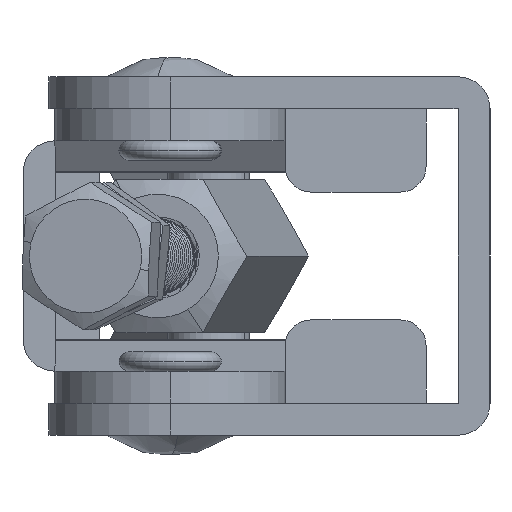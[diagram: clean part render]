
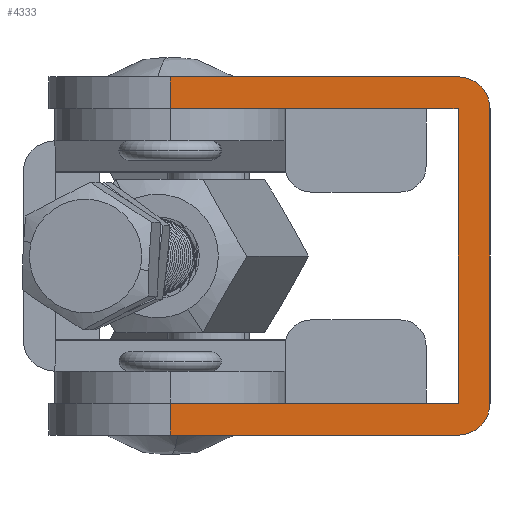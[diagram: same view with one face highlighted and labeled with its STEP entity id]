
A CAD part, left-side view. The second image highlights one B-rep face of the part: STEP entity #4333.
In plain terms, the highlighted planar face has unit normal (-1, 0, 0).
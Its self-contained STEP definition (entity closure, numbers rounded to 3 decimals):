
#666 = VERTEX_POINT ( 'NONE', #8959 ) ;
#668 = EDGE_CURVE ( 'NONE', #669, #666, #8958, .T. ) ;
#669 = VERTEX_POINT ( 'NONE', #8954 ) ;
#1103 = VERTEX_POINT ( 'NONE', #10589 ) ;
#1105 = EDGE_CURVE ( 'NONE', #1103, #1106, #10588, .T. ) ;
#1106 = VERTEX_POINT ( 'NONE', #10584 ) ;
#4213 = VERTEX_POINT ( 'NONE', #23263 ) ;
#4254 = EDGE_LOOP ( 'NONE', ( #4309, #4310, #4313, #4316, #4318, #4319, #4320, #4296, #4299, #4301 ) ) ;
#4270 = EDGE_CURVE ( 'NONE', #1103, #4213, #23351, .T. ) ;
#4295 = VERTEX_POINT ( 'NONE', #23374 ) ;
#4296 = ORIENTED_EDGE ( 'NONE', *, *, #4297, .F. ) ;
#4297 = EDGE_CURVE ( 'NONE', #4298, #4295, #23373, .T. ) ;
#4298 = VERTEX_POINT ( 'NONE', #23434 ) ;
#4299 = ORIENTED_EDGE ( 'NONE', *, *, #4300, .F. ) ;
#4300 = EDGE_CURVE ( 'NONE', #4328, #4298, #23433, .T. ) ;
#4301 = ORIENTED_EDGE ( 'NONE', *, *, #4327, .T. ) ;
#4309 = ORIENTED_EDGE ( 'NONE', *, *, #668, .T. ) ;
#4310 = ORIENTED_EDGE ( 'NONE', *, *, #4311, .T. ) ;
#4311 = EDGE_CURVE ( 'NONE', #666, #4312, #23416, .T. ) ;
#4312 = VERTEX_POINT ( 'NONE', #23411 ) ;
#4313 = ORIENTED_EDGE ( 'NONE', *, *, #4314, .F. ) ;
#4314 = EDGE_CURVE ( 'NONE', #4315, #4312, #23410, .T. ) ;
#4315 = VERTEX_POINT ( 'NONE', #23405 ) ;
#4316 = ORIENTED_EDGE ( 'NONE', *, *, #4317, .T. ) ;
#4317 = EDGE_CURVE ( 'NONE', #4315, #1106, #23406, .T. ) ;
#4318 = ORIENTED_EDGE ( 'NONE', *, *, #1105, .F. ) ;
#4319 = ORIENTED_EDGE ( 'NONE', *, *, #4270, .T. ) ;
#4320 = ORIENTED_EDGE ( 'NONE', *, *, #4321, .F. ) ;
#4321 = EDGE_CURVE ( 'NONE', #4295, #4213, #23463, .T. ) ;
#4327 = EDGE_CURVE ( 'NONE', #4328, #669, #23453, .T. ) ;
#4328 = VERTEX_POINT ( 'NONE', #23449 ) ;
#4333 = ADVANCED_FACE ( 'NONE', ( #23443 ), #23442, .F. ) ;
#8954 = CARTESIAN_POINT ( 'NONE',  ( -35., 25., 0. ) ) ;
#8955 = DIRECTION ( 'NONE',  ( 0., -1., 0. ) ) ;
#8956 = VECTOR ( 'NONE', #8955, 1000. ) ;
#8957 = CARTESIAN_POINT ( 'NONE',  ( -35., 0., 0. ) ) ;
#8958 = LINE ( 'NONE', #8957, #8956 ) ;
#8959 = CARTESIAN_POINT ( 'NONE',  ( -35., 2.5, 0. ) ) ;
#10584 = CARTESIAN_POINT ( 'NONE',  ( -35., 2.5, 28. ) ) ;
#10585 = DIRECTION ( 'NONE',  ( 0., -1., 0. ) ) ;
#10586 = VECTOR ( 'NONE', #10585, 1000. ) ;
#10587 = CARTESIAN_POINT ( 'NONE',  ( -35., 0., 28. ) ) ;
#10588 = LINE ( 'NONE', #10587, #10586 ) ;
#10589 = CARTESIAN_POINT ( 'NONE',  ( -35., 25., 28. ) ) ;
#23263 = CARTESIAN_POINT ( 'NONE',  ( -35., 25., 25.5 ) ) ;
#23348 = DIRECTION ( 'NONE',  ( 0., 0., -1. ) ) ;
#23349 = VECTOR ( 'NONE', #23348, 1000. ) ;
#23350 = CARTESIAN_POINT ( 'NONE',  ( -35., 25., 28. ) ) ;
#23351 = LINE ( 'NONE', #23350, #23349 ) ;
#23372 = CARTESIAN_POINT ( 'NONE',  ( -35., 2.5, 2.5 ) ) ;
#23373 = LINE ( 'NONE', #23372, #23436 ) ;
#23374 = CARTESIAN_POINT ( 'NONE',  ( -35., 2.5, 25.5 ) ) ;
#23405 = CARTESIAN_POINT ( 'NONE',  ( -35., 0., 25.5 ) ) ;
#23406 = CIRCLE ( 'NONE', #23467, 2.5 ) ;
#23407 = DIRECTION ( 'NONE',  ( 0., 0., -1. ) ) ;
#23408 = VECTOR ( 'NONE', #23407, 1000. ) ;
#23409 = CARTESIAN_POINT ( 'NONE',  ( -35., 0., 28. ) ) ;
#23410 = LINE ( 'NONE', #23409, #23408 ) ;
#23411 = CARTESIAN_POINT ( 'NONE',  ( -35., 0., 2.5 ) ) ;
#23412 = DIRECTION ( 'NONE',  ( 0., 0., -1. ) ) ;
#23413 = DIRECTION ( 'NONE',  ( -1., 0., 0. ) ) ;
#23414 = CARTESIAN_POINT ( 'NONE',  ( -35., 2.5, 2.5 ) ) ;
#23415 = AXIS2_PLACEMENT_3D ( 'NONE', #23414, #23413, #23412 ) ;
#23416 = CIRCLE ( 'NONE', #23415, 2.5 ) ;
#23430 = DIRECTION ( 'NONE',  ( 0., -1., 0. ) ) ;
#23431 = VECTOR ( 'NONE', #23430, 1000. ) ;
#23432 = CARTESIAN_POINT ( 'NONE',  ( -35., 2.5, 2.5 ) ) ;
#23433 = LINE ( 'NONE', #23432, #23431 ) ;
#23434 = CARTESIAN_POINT ( 'NONE',  ( -35., 2.5, 2.5 ) ) ;
#23435 = DIRECTION ( 'NONE',  ( 0., 0., 1. ) ) ;
#23436 = VECTOR ( 'NONE', #23435, 1000. ) ;
#23438 = DIRECTION ( 'NONE',  ( 0., 0., -1. ) ) ;
#23439 = DIRECTION ( 'NONE',  ( 1., 0., 0. ) ) ;
#23440 = AXIS2_PLACEMENT_3D ( 'NONE', #23441, #23439, #23438 ) ;
#23441 = CARTESIAN_POINT ( 'NONE',  ( -35., 0., 28. ) ) ;
#23442 = PLANE ( 'NONE',  #23440 ) ;
#23443 = FACE_OUTER_BOUND ( 'NONE', #4254, .T. ) ;
#23449 = CARTESIAN_POINT ( 'NONE',  ( -35., 25., 2.5 ) ) ;
#23450 = DIRECTION ( 'NONE',  ( 0., 0., -1. ) ) ;
#23451 = VECTOR ( 'NONE', #23450, 1000. ) ;
#23452 = CARTESIAN_POINT ( 'NONE',  ( -35., 25., 28. ) ) ;
#23453 = LINE ( 'NONE', #23452, #23451 ) ;
#23460 = DIRECTION ( 'NONE',  ( 0., 1., 0. ) ) ;
#23461 = VECTOR ( 'NONE', #23460, 1000. ) ;
#23462 = CARTESIAN_POINT ( 'NONE',  ( -35., 42.278, 25.5 ) ) ;
#23463 = LINE ( 'NONE', #23462, #23461 ) ;
#23464 = DIRECTION ( 'NONE',  ( 0., 0., -1. ) ) ;
#23465 = DIRECTION ( 'NONE',  ( -1., 0., 0. ) ) ;
#23466 = CARTESIAN_POINT ( 'NONE',  ( -35., 2.5, 25.5 ) ) ;
#23467 = AXIS2_PLACEMENT_3D ( 'NONE', #23466, #23465, #23464 ) ;
